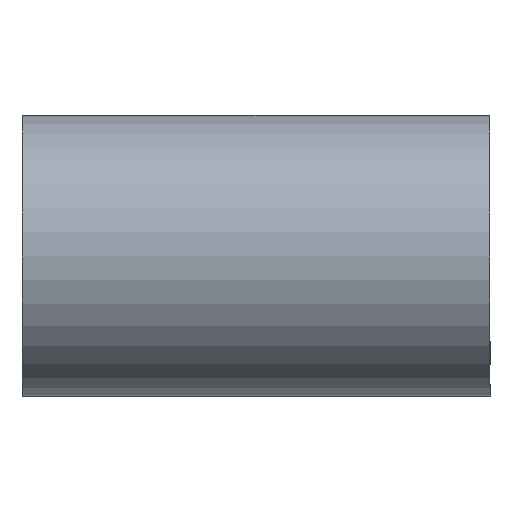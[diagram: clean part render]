
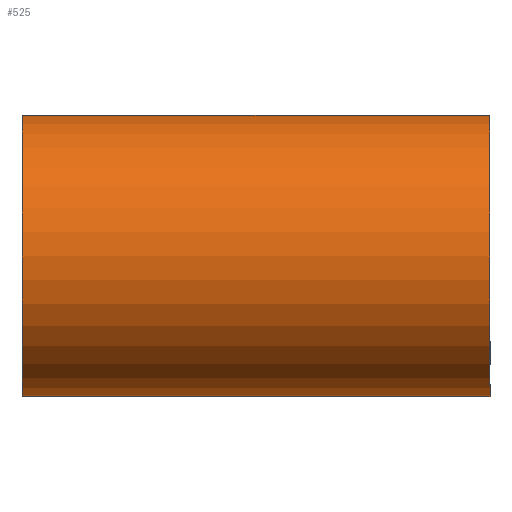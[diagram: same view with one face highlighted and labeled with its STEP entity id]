
A CAD part, front view. The second image highlights one B-rep face of the part: STEP entity #525.
In plain terms, the highlighted cylindrical face has radius 8 mm (diameter 16 mm), a full revolution.
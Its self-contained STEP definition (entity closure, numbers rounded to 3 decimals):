
#19=CYLINDRICAL_SURFACE('',#595,8.);
#36=LINE('',#797,#75);
#40=LINE('',#805,#79);
#55=LINE('',#872,#94);
#57=LINE('',#880,#96);
#62=LINE('',#916,#101);
#63=LINE('',#919,#102);
#64=LINE('',#922,#103);
#75=VECTOR('',#624,10.);
#79=VECTOR('',#628,10.);
#94=VECTOR('',#683,10.);
#96=VECTOR('',#689,10.);
#101=VECTOR('',#728,8.);
#102=VECTOR('',#733,8.);
#103=VECTOR('',#738,8.);
#143=FACE_OUTER_BOUND('',#182,.T.);
#182=EDGE_LOOP('',(#440,#441,#442,#443,#444,#445,#446,#447,#448,#449,#450,
#451,#452,#453,#454,#455,#456,#457));
#217=CIRCLE('',#584,8.);
#218=CIRCLE('',#585,8.);
#222=CIRCLE('',#590,8.);
#223=CIRCLE('',#591,8.);
#227=CIRCLE('',#596,8.);
#228=CIRCLE('',#597,8.);
#229=CIRCLE('',#598,8.);
#230=CIRCLE('',#599,8.);
#237=VERTEX_POINT('',#794);
#238=VERTEX_POINT('',#796);
#241=VERTEX_POINT('',#802);
#242=VERTEX_POINT('',#804);
#262=VERTEX_POINT('',#869);
#263=VERTEX_POINT('',#871);
#266=VERTEX_POINT('',#877);
#267=VERTEX_POINT('',#879);
#272=VERTEX_POINT('',#894);
#273=VERTEX_POINT('',#895);
#277=VERTEX_POINT('',#905);
#278=VERTEX_POINT('',#906);
#287=EDGE_CURVE('',#238,#237,#36,.T.);
#291=EDGE_CURVE('',#242,#241,#40,.T.);
#320=EDGE_CURVE('',#262,#263,#55,.T.);
#324=EDGE_CURVE('',#266,#267,#57,.T.);
#332=EDGE_CURVE('',#272,#273,#217,.T.);
#333=EDGE_CURVE('',#273,#272,#218,.T.);
#337=EDGE_CURVE('',#277,#278,#222,.T.);
#338=EDGE_CURVE('',#278,#277,#223,.T.);
#342=EDGE_CURVE('',#273,#237,#62,.T.);
#343=EDGE_CURVE('',#267,#237,#227,.T.);
#344=EDGE_CURVE('',#238,#266,#228,.T.);
#345=EDGE_CURVE('',#238,#241,#63,.T.);
#346=EDGE_CURVE('',#263,#241,#229,.T.);
#347=EDGE_CURVE('',#242,#262,#230,.T.);
#348=EDGE_CURVE('',#242,#278,#64,.T.);
#440=ORIENTED_EDGE('',*,*,#332,.T.);
#441=ORIENTED_EDGE('',*,*,#342,.T.);
#442=ORIENTED_EDGE('',*,*,#343,.F.);
#443=ORIENTED_EDGE('',*,*,#324,.F.);
#444=ORIENTED_EDGE('',*,*,#344,.F.);
#445=ORIENTED_EDGE('',*,*,#345,.T.);
#446=ORIENTED_EDGE('',*,*,#346,.F.);
#447=ORIENTED_EDGE('',*,*,#320,.F.);
#448=ORIENTED_EDGE('',*,*,#347,.F.);
#449=ORIENTED_EDGE('',*,*,#348,.T.);
#450=ORIENTED_EDGE('',*,*,#338,.T.);
#451=ORIENTED_EDGE('',*,*,#337,.T.);
#452=ORIENTED_EDGE('',*,*,#348,.F.);
#453=ORIENTED_EDGE('',*,*,#291,.T.);
#454=ORIENTED_EDGE('',*,*,#345,.F.);
#455=ORIENTED_EDGE('',*,*,#287,.T.);
#456=ORIENTED_EDGE('',*,*,#342,.F.);
#457=ORIENTED_EDGE('',*,*,#333,.T.);
#525=ADVANCED_FACE('',(#143),#19,.T.);
#584=AXIS2_PLACEMENT_3D('',#896,#704,#705);
#585=AXIS2_PLACEMENT_3D('',#897,#706,#707);
#590=AXIS2_PLACEMENT_3D('',#907,#716,#717);
#591=AXIS2_PLACEMENT_3D('',#908,#718,#719);
#595=AXIS2_PLACEMENT_3D('',#915,#726,#727);
#596=AXIS2_PLACEMENT_3D('',#917,#729,#730);
#597=AXIS2_PLACEMENT_3D('',#918,#731,#732);
#598=AXIS2_PLACEMENT_3D('',#920,#734,#735);
#599=AXIS2_PLACEMENT_3D('',#921,#736,#737);
#624=DIRECTION('',(-1.,0.,0.));
#628=DIRECTION('',(-1.,0.,0.));
#683=DIRECTION('',(-1.,0.,0.));
#689=DIRECTION('',(-1.,0.,0.));
#704=DIRECTION('center_axis',(1.,0.,0.));
#705=DIRECTION('ref_axis',(0.,0.,-1.));
#706=DIRECTION('center_axis',(1.,0.,0.));
#707=DIRECTION('ref_axis',(0.,0.,-1.));
#716=DIRECTION('center_axis',(-1.,0.,0.));
#717=DIRECTION('ref_axis',(0.,0.,-1.));
#718=DIRECTION('center_axis',(-1.,0.,0.));
#719=DIRECTION('ref_axis',(0.,0.,-1.));
#726=DIRECTION('center_axis',(-1.,0.,0.));
#727=DIRECTION('ref_axis',(0.,0.,-1.));
#728=DIRECTION('',(1.,0.,0.));
#729=DIRECTION('center_axis',(1.,0.,0.));
#730=DIRECTION('ref_axis',(0.,0.,-1.));
#731=DIRECTION('center_axis',(-1.,0.,0.));
#732=DIRECTION('ref_axis',(0.,0.,-1.));
#733=DIRECTION('',(1.,0.,0.));
#734=DIRECTION('center_axis',(1.,0.,0.));
#735=DIRECTION('ref_axis',(0.,0.,-1.));
#736=DIRECTION('center_axis',(-1.,0.,0.));
#737=DIRECTION('ref_axis',(0.,0.,-1.));
#738=DIRECTION('',(1.,0.,0.));
#794=CARTESIAN_POINT('',(-35.8,-51.065,-13.8));
#796=CARTESIAN_POINT('',(-33.8,-51.065,-13.8));
#797=CARTESIAN_POINT('',(-21.8,-51.065,-13.8));
#802=CARTESIAN_POINT('',(-25.8,-51.065,-13.8));
#804=CARTESIAN_POINT('',(-23.8,-51.065,-13.8));
#805=CARTESIAN_POINT('',(-21.8,-51.065,-13.8));
#869=CARTESIAN_POINT('',(-23.8,-47.065,-28.728));
#871=CARTESIAN_POINT('',(-25.8,-47.065,-28.728));
#872=CARTESIAN_POINT('',(-21.8,-47.065,-28.728));
#877=CARTESIAN_POINT('',(-33.8,-47.065,-28.728));
#879=CARTESIAN_POINT('',(-35.8,-47.065,-28.728));
#880=CARTESIAN_POINT('',(-21.8,-47.065,-28.728));
#894=CARTESIAN_POINT('',(-43.1,-47.065,-28.728));
#895=CARTESIAN_POINT('',(-43.1,-51.065,-13.8));
#896=CARTESIAN_POINT('Origin',(-43.1,-51.065,-21.8));
#897=CARTESIAN_POINT('Origin',(-43.1,-51.065,-21.8));
#905=CARTESIAN_POINT('',(-16.5,-47.065,-28.728));
#906=CARTESIAN_POINT('',(-16.5,-51.065,-13.8));
#907=CARTESIAN_POINT('Origin',(-16.5,-51.065,-21.8));
#908=CARTESIAN_POINT('Origin',(-16.5,-51.065,-21.8));
#915=CARTESIAN_POINT('Origin',(-21.8,-51.065,-21.8));
#916=CARTESIAN_POINT('',(-21.8,-51.065,-13.8));
#917=CARTESIAN_POINT('Origin',(-35.8,-51.065,-21.8));
#918=CARTESIAN_POINT('Origin',(-33.8,-51.065,-21.8));
#919=CARTESIAN_POINT('',(-21.8,-51.065,-13.8));
#920=CARTESIAN_POINT('Origin',(-25.8,-51.065,-21.8));
#921=CARTESIAN_POINT('Origin',(-23.8,-51.065,-21.8));
#922=CARTESIAN_POINT('',(-21.8,-51.065,-13.8));
